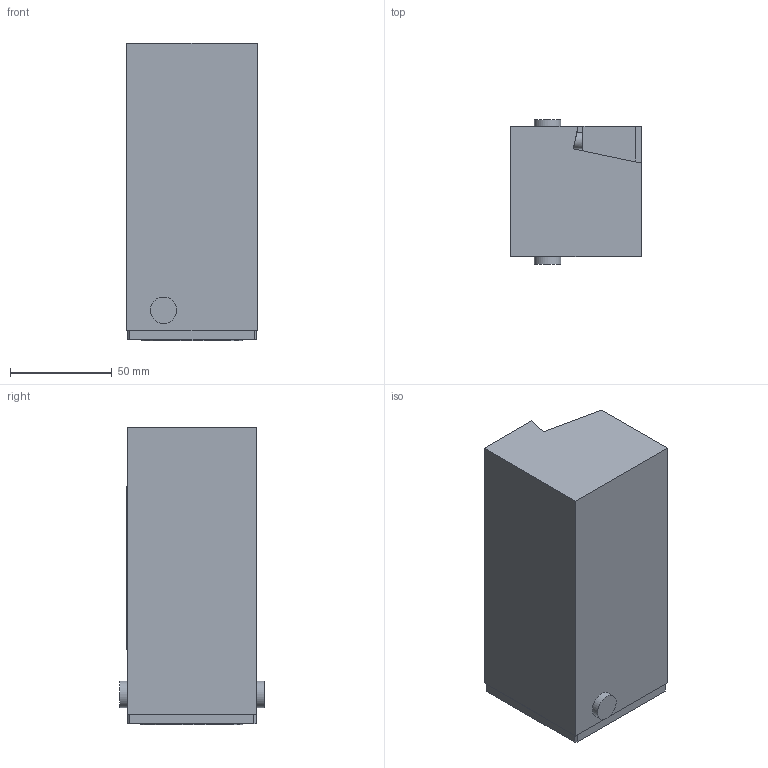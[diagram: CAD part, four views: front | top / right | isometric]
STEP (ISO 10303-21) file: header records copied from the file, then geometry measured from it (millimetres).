
FILE_DESCRIPTION(/* description */ (''),/* implementation_level */ '2;1');
FILE_NAME(/* name */ '1533726104996.stp',/* time_stamp */ '2018-08-08T13:01:51+02:00',/* author */ (''),/* organization */ ('SMS'),/* preprocessor_version */ 'ST-DEVELOPER v15',/* originating_system */ 'SIEMENS PLM Software NX 8.5',/* authorisation */ '');
FILE_SCHEMA (('AUTOMOTIVE_DESIGN { 1 0 10303 214 3 1 1 1 }'));
Length unit declared in the file: millimetre
Products named in the file (1): 201814632mod000_00
Bounding box: 64 x 70.85 x 146.35 mm (x, y, z)
Volume: 549550.7 mm3; surface area: 51834.1 mm2
Topology: 1 solids, 1 shells, 42 faces, 106 edges, 72 vertices
Faces by surface type: plane 28, cylinder 8, cone 6
Full cylindrical faces by diameter (mm): 3 x1, 8 x3, 13 x2, 50 x1
Entity records: 1324 total; most frequent: CARTESIAN_POINT 281, DIRECTION 212, ORIENTED_EDGE 188, EDGE_CURVE 94, AXIS2_PLACEMENT_3D 74, VERTEX_POINT 67, LINE 64, VECTOR 64
